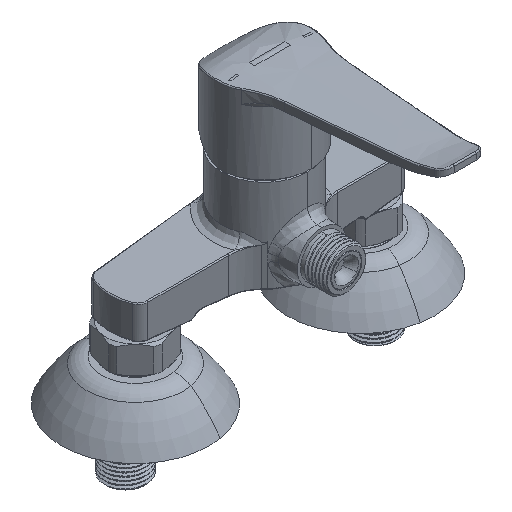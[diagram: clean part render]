
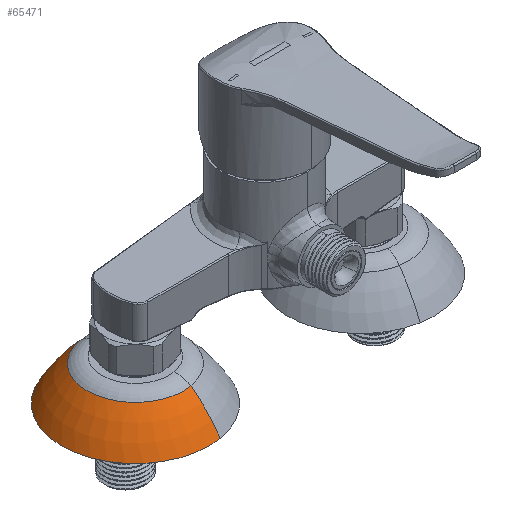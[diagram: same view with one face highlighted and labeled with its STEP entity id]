
A CAD part, isometric view. The second image highlights one B-rep face of the part: STEP entity #65471.
In plain terms, the highlighted toroidal (fillet/blend) face has major radius 29.249 mm and minor radius 74 mm.
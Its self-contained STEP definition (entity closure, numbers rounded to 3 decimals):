
#3015 = ORIENTED_EDGE ( 'NONE', *, *, #51301, .T. ) ;
#3421 = CIRCLE ( 'NONE', #48581, 23.475 ) ;
#3569 = DIRECTION ( 'NONE',  ( 0.986, 0.168, 0. ) ) ;
#3967 = DIRECTION ( 'NONE',  ( 0.168, -0.986, 0. ) ) ;
#8183 = AXIS2_PLACEMENT_3D ( 'NONE', #48126, #35262, #3967 ) ;
#12242 = CARTESIAN_POINT ( 'NONE',  ( -55., 8.058, -45.4 ) ) ;
#13135 = FACE_OUTER_BOUND ( 'NONE', #77688, .T. ) ;
#19723 = CARTESIAN_POINT ( 'NONE',  ( -61.045, 43.547, -45.4 ) ) ;
#22935 = CARTESIAN_POINT ( 'NONE',  ( -51.058, -15.084, -28.383 ) ) ;
#29113 = VERTEX_POINT ( 'NONE', #73019 ) ;
#31785 = VERTEX_POINT ( 'NONE', #19723 ) ;
#33691 = CARTESIAN_POINT ( 'NONE',  ( -55., 8.058, -80.308 ) ) ;
#35082 = AXIS2_PLACEMENT_3D ( 'NONE', #12242, #77412, #70989 ) ;
#35262 = DIRECTION ( 'NONE',  ( -0.986, -0.168, 0. ) ) ;
#37666 = TOROIDAL_SURFACE ( 'NONE', #71977, -29.249, 74. ) ;
#39823 = CARTESIAN_POINT ( 'NONE',  ( -55., 8.058, -28.383 ) ) ;
#41115 = DIRECTION ( 'NONE',  ( 0.168, -0.986, 0. ) ) ;
#42444 = ORIENTED_EDGE ( 'NONE', *, *, #66151, .F. ) ;
#44673 = ORIENTED_EDGE ( 'NONE', *, *, #63401, .F. ) ;
#48126 = CARTESIAN_POINT ( 'NONE',  ( -59.911, 36.891, -80.308 ) ) ;
#48581 = AXIS2_PLACEMENT_3D ( 'NONE', #39823, #66874, #41115 ) ;
#51101 = CARTESIAN_POINT ( 'NONE',  ( -50.089, -20.776, -80.308 ) ) ;
#51301 = EDGE_CURVE ( 'NONE', #31785, #29113, #78911, .T. ) ;
#51979 = CIRCLE ( 'NONE', #8183, 74. ) ;
#52787 = CIRCLE ( 'NONE', #54203, 74. ) ;
#54203 = AXIS2_PLACEMENT_3D ( 'NONE', #51101, #3569, #56296 ) ;
#56296 = DIRECTION ( 'NONE',  ( -0.168, 0.986, 0. ) ) ;
#59304 = CARTESIAN_POINT ( 'NONE',  ( -58.942, 31.199, -28.383 ) ) ;
#59885 = DIRECTION ( 'NONE',  ( 0.168, -0.986, 0. ) ) ;
#63401 = EDGE_CURVE ( 'NONE', #78546, #84428, #3421, .T. ) ;
#65464 = DIRECTION ( 'NONE',  ( 0., 0., 1. ) ) ;
#65471 = ADVANCED_FACE ( 'NONE', ( #13135 ), #37666, .T. ) ;
#66151 = EDGE_CURVE ( 'NONE', #31785, #78546, #52787, .T. ) ;
#66874 = DIRECTION ( 'NONE',  ( 0., 0., 1. ) ) ;
#70989 = DIRECTION ( 'NONE',  ( 0.168, -0.986, 0. ) ) ;
#71977 = AXIS2_PLACEMENT_3D ( 'NONE', #33691, #65464, #59885 ) ;
#73019 = CARTESIAN_POINT ( 'NONE',  ( -48.955, -27.431, -45.4 ) ) ;
#77412 = DIRECTION ( 'NONE',  ( 0., 0., 1. ) ) ;
#77688 = EDGE_LOOP ( 'NONE', ( #42444, #3015, #83185, #44673 ) ) ;
#78546 = VERTEX_POINT ( 'NONE', #59304 ) ;
#78911 = CIRCLE ( 'NONE', #35082, 36. ) ;
#83185 = ORIENTED_EDGE ( 'NONE', *, *, #84827, .T. ) ;
#84428 = VERTEX_POINT ( 'NONE', #22935 ) ;
#84827 = EDGE_CURVE ( 'NONE', #29113, #84428, #51979, .T. ) ;
